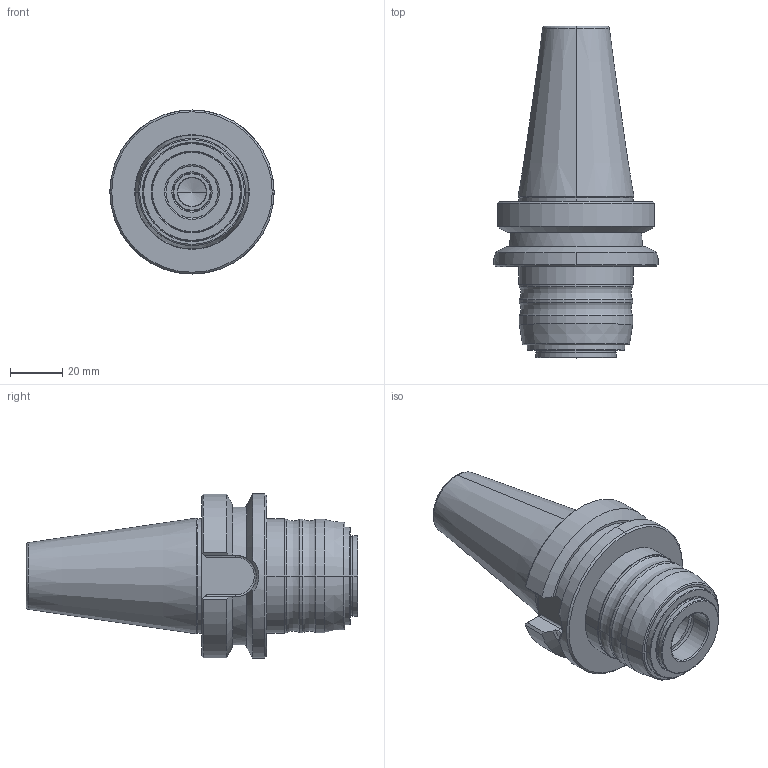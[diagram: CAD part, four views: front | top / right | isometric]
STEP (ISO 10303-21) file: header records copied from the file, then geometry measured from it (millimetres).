
FILE_DESCRIPTION((''),'2;1');
FILE_NAME('23400-40BT_SW0001','2016-04-01T',('040'),(''),'CREO PARAMETRIC BY PTC INC, 2015380','CREO PARAMETRIC BY PTC INC, 2015380','');
FILE_SCHEMA(('CONFIG_CONTROL_DESIGN'));
Length unit declared in the file: millimetre
Products named in the file (1): 23400-40BT_SW0001
Bounding box: 63 x 127.4 x 63 mm (x, y, z)
Volume: 164761.2 mm3; surface area: 29098.1 mm2
Topology: 1 solids, 2 shells, 164 faces, 364 edges, 214 vertices
Faces by surface type: cylinder 58, cone 48, plane 34, torus 22, bspline 2
Entity records: 4809 total; most frequent: CARTESIAN_POINT 1101, DIRECTION 832, ORIENTED_EDGE 720, EDGE_CURVE 360, AXIS2_PLACEMENT_3D 346, VERTEX_POINT 214, CIRCLE 184, EDGE_LOOP 180
